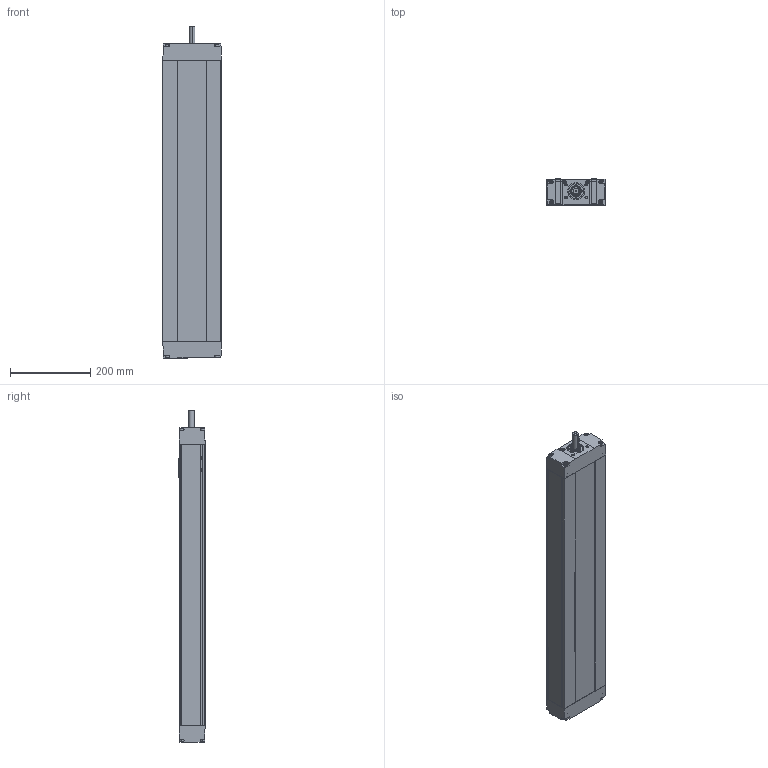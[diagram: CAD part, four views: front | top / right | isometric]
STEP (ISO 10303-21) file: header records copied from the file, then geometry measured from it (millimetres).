
FILE_DESCRIPTION (( 'STEP AP214' ), '1' );
FILE_NAME ('MUK_F1D7E3F1EC.step', '2020-11-02T13:54:53', ( 'localadmin' ), ( 'BOXX Technologies, Inc.' ), 'SwSTEP 2.0', 'SolidWorks 2019', '' );
FILE_SCHEMA (( 'AUTOMOTIVE_DESIGN' ));
Length unit declared in the file: inch
Products named in the file (5): eTcmFUeYg8_CADModel_0; eTcmFUeYg8_CADModel_1; MUK_F1D7E3F1EC
Assembly tree (2 placements, depth 2):
  eTcmFUeYg8_CADModel_0
  MUK_F1D7E3F1EC
    eTcmFUeYg8_CADModel_1
    eTcmFUeYg8_CADModel_0
  eTcmFUeYg8_CADModel_1
Bounding box: 145.35 x 65.02 x 825.21 mm (x, y, z)
Volume: 3609973.6 mm3; surface area: 1463390.1 mm2
Topology: 95 solids, 109 shells, 3115 faces, 7407 edges, 4540 vertices
Faces by surface type: plane 1452, cylinder 867, cone 588, bspline 136, torus 56, sphere 16
Entity records: 139171 total; most frequent: CARTESIAN_POINT 26122, DIRECTION 14953, ORIENTED_EDGE 14462, EDGE_CURVE 7231, AXIS2_PLACEMENT_3D 5381, VERTEX_POINT 4524, LINE 4191, VECTOR 4191
